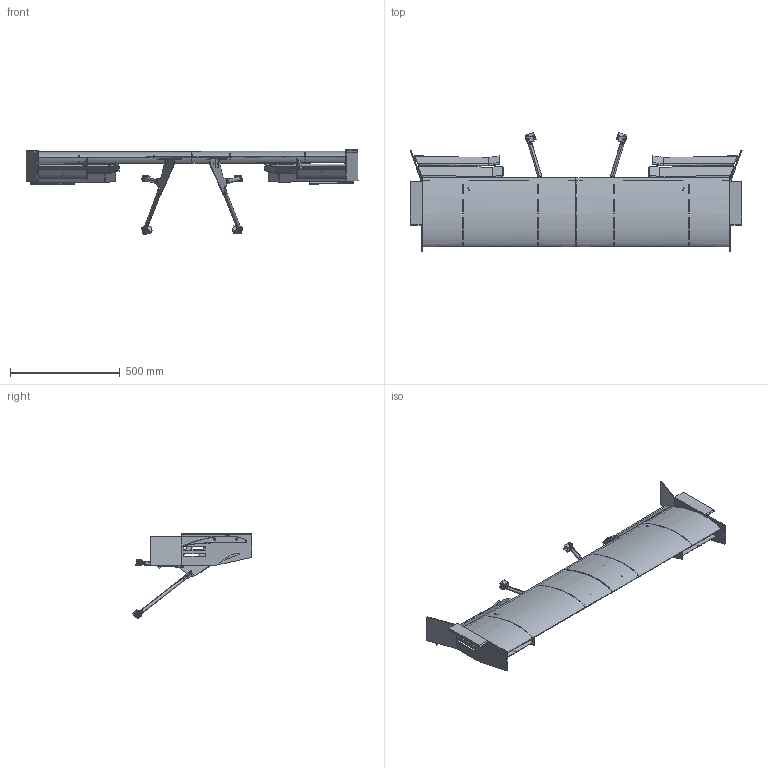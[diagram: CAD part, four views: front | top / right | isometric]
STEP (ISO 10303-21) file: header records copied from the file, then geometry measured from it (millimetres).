
FILE_DESCRIPTION(('CATIA V5 STEP Exchange'),'2;1');
FILE_NAME('frontwing.stp','2018-12-22T19:09:57+00:00',('none'),('none'),'CATIA Version 5 Release 17 (IN-10)','CATIA V5 STEP AP203','none');
FILE_SCHEMA(('CONFIG_CONTROL_DESIGN'));
Products named in the file (11): frontwing; wing boad; fwingrod2; PHS 8EC.5; fwingrod; mainfrapF; Symmetry of mainfrapF; Symmetry of wing boad; Symmetry of fwingrod2; Symmetry of PHS 8EC.5; Symmetry of fwingrod
Assembly tree (72 placements, depth 5):
  frontwing
    #56
    #758
    #6505  x2
    #7001
    wing boad
      #9447
      #10047  x2
      fwingrod2
        #10502
        #11000
        #11169
        PHS 8EC.5
          #11855
          #12937
        #13230  x2
      fwingrod
        #13433
        #10502
        #13615
        PHS 8EC.5
          #11855
          #12937
        #13230  x2
    #14377
    mainfrapF
      #14558
      #19302  x4
      #21918  x2
      #22100
    #23115
    #28862  x2
    #29371
    #29546
    #31986
    Symmetry of mainfrapF
      #32694
      #37438  x4
      #40054  x2
      #40236
    Symmetry of wing boad
      #41257
      #41857  x4
      Symmetry of fwingrod2
        #42338
        #42836
        #43005
        Symmetry of PHS 8EC.5
          #43691
          #44773
        #45066  x2
      Symmetry of fwingrod
        #45269
        #42338
        #45451
        Symmetry of PHS 8EC.5
          #43691
          #44773
        #45066  x2
Bounding box: 1512.9 x 543.99 x 384.14 mm (x, y, z)
Volume: 3319180.5 mm3; surface area: 2950500.5 mm2
Topology: 70 solids, 70 shells, 840 faces, 2024 edges, 1322 vertices
Faces by surface type: plane 400, cylinder 320, bspline 44, revolution 24, torus 24, sphere 20, cone 8
Entity records: 46071 total; most frequent: CARTESIAN_POINT 32352, ORIENTED_EDGE 2736, DIRECTION 2270, EDGE_CURVE 1368, AXIS2_PLACEMENT_3D 970, VERTEX_POINT 900, VECTOR 764, LINE 764
